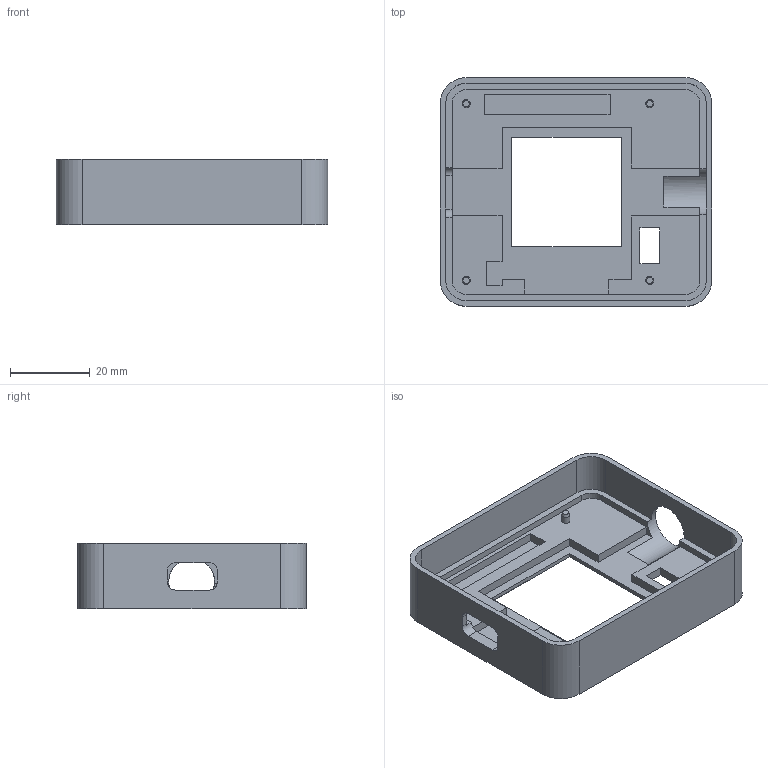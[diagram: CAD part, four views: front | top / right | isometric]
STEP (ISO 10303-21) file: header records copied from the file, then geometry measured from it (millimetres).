
FILE_DESCRIPTION(/* description */ (''),/* implementation_level */ '2;1');
FILE_NAME(/* name */ 'Front.step',/* time_stamp */ '2024-10-22T09:21:44+02:00',/* author */ (''),/* organization */ (''),/* preprocessor_version */ 'ST-DEVELOPER v20',/* originating_system */ 'Autodesk Translation Framework v13.14.0.145',/* authorisation */ '');
FILE_SCHEMA (('AUTOMOTIVE_DESIGN { 1 0 10303 214 3 1 1 }'));
Length unit declared in the file: millimetre
Products named in the file (1): Front
Bounding box: 68 x 57.2 x 16.35 mm (x, y, z)
Volume: 15732.9 mm3; surface area: 13429.4 mm2
Topology: 1 solids, 1 shells, 93 faces, 249 edges, 162 vertices
Faces by surface type: plane 68, cylinder 21, cone 4
Full cylindrical faces by diameter (mm): 2 x4, 11.5 x1
Entity records: 2928 total; most frequent: CARTESIAN_POINT 505, ORIENTED_EDGE 498, DIRECTION 489, EDGE_CURVE 249, LINE 197, VECTOR 197, VERTEX_POINT 162, AXIS2_PLACEMENT_3D 146
